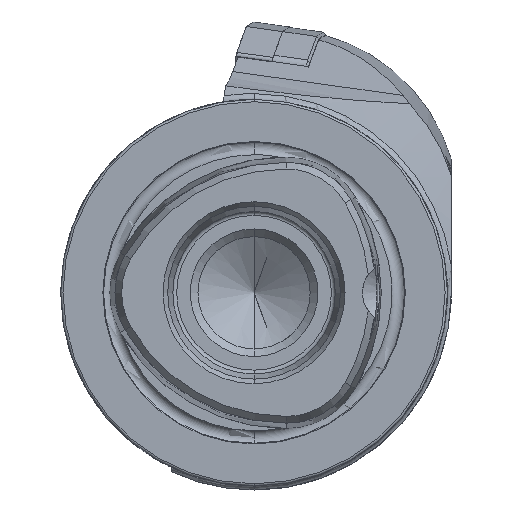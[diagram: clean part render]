
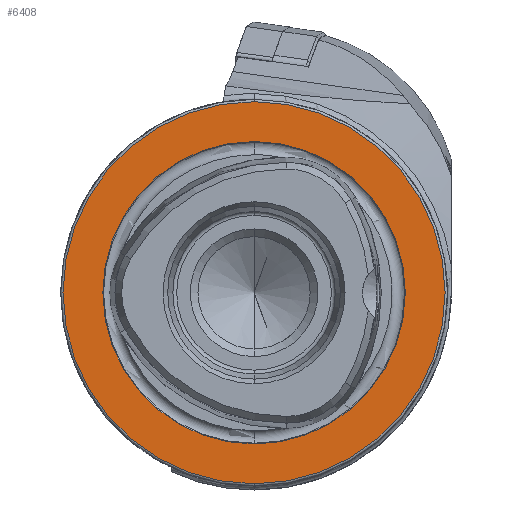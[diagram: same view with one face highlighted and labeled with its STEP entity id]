
A CAD part, left-side view. The second image highlights one B-rep face of the part: STEP entity #6408.
In plain terms, the highlighted planar face has unit normal (-1, 0, 0).
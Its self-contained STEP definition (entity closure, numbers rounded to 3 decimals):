
#763 = ORIENTED_EDGE ( 'NONE', *, *, #4662, .F. ) ;
#764 = ORIENTED_EDGE ( 'NONE', *, *, #9909, .F. ) ;
#765 = ORIENTED_EDGE ( 'NONE', *, *, #9917, .T. ) ;
#766 = ORIENTED_EDGE ( 'NONE', *, *, #4661, .T. ) ;
#1453 = CARTESIAN_POINT ( 'NONE',  ( 0., 19.55, 0. ) ) ;
#1456 = PLANE ( 'NONE',  #7523 ) ;
#1458 = DIRECTION ( 'NONE',  ( 1., 0., 0. ) ) ;
#1459 = DIRECTION ( 'NONE',  ( 0., 0., -1. ) ) ;
#2085 = FACE_OUTER_BOUND ( 'NONE', #5164, .T. ) ;
#2088 = FACE_BOUND ( 'NONE', #9099, .T. ) ;
#3032 = VERTEX_POINT ( 'NONE', #10232 ) ;
#3034 = VERTEX_POINT ( 'NONE', #10224 ) ;
#3036 = VERTEX_POINT ( 'NONE', #10229 ) ;
#3037 = VERTEX_POINT ( 'NONE', #10237 ) ;
#3495 = AXIS2_PLACEMENT_3D ( 'NONE', #10846, #10847, #10848 ) ;
#3498 = AXIS2_PLACEMENT_3D ( 'NONE', #10856, #10857, #10858 ) ;
#4661 = EDGE_CURVE ( 'NONE', #3037, #3036, #9893, .T. ) ;
#4662 = EDGE_CURVE ( 'NONE', #3034, #3032, #9895, .T. ) ;
#5164 = EDGE_LOOP ( 'NONE', ( #765, #766 ) ) ;
#6408 = ADVANCED_FACE ( 'NONE', ( #2088, #2085 ), #1456, .F. ) ;
#7523 = AXIS2_PLACEMENT_3D ( 'NONE', #1453, #1458, #1459 ) ;
#8310 = AXIS2_PLACEMENT_3D ( 'NONE', #10108, #10109, #10111 ) ;
#8311 = AXIS2_PLACEMENT_3D ( 'NONE', #10113, #10114, #10115 ) ;
#8951 = CIRCLE ( 'NONE', #3495, 19.55 ) ;
#8955 = CIRCLE ( 'NONE', #3498, 24.7 ) ;
#9099 = EDGE_LOOP ( 'NONE', ( #763, #764 ) ) ;
#9893 = CIRCLE ( 'NONE', #8310, 24.7 ) ;
#9895 = CIRCLE ( 'NONE', #8311, 19.55 ) ;
#9909 = EDGE_CURVE ( 'NONE', #3032, #3034, #8951, .T. ) ;
#9917 = EDGE_CURVE ( 'NONE', #3036, #3037, #8955, .T. ) ;
#10108 = CARTESIAN_POINT ( 'NONE',  ( 0., 0., 0. ) ) ;
#10109 = DIRECTION ( 'NONE',  ( -1., 0., 0. ) ) ;
#10111 = DIRECTION ( 'NONE',  ( 0., 0., 1. ) ) ;
#10113 = CARTESIAN_POINT ( 'NONE',  ( 0., 0., 0. ) ) ;
#10114 = DIRECTION ( 'NONE',  ( -1., 0., 0. ) ) ;
#10115 = DIRECTION ( 'NONE',  ( 0., 0., 1. ) ) ;
#10224 = CARTESIAN_POINT ( 'NONE',  ( 0., 0., 19.55 ) ) ;
#10229 = CARTESIAN_POINT ( 'NONE',  ( 0., 0., 24.7 ) ) ;
#10232 = CARTESIAN_POINT ( 'NONE',  ( 0., 0., -19.55 ) ) ;
#10237 = CARTESIAN_POINT ( 'NONE',  ( 0., 0., -24.7 ) ) ;
#10846 = CARTESIAN_POINT ( 'NONE',  ( 0., 0., 0. ) ) ;
#10847 = DIRECTION ( 'NONE',  ( -1., 0., 0. ) ) ;
#10848 = DIRECTION ( 'NONE',  ( 0., 0., 1. ) ) ;
#10856 = CARTESIAN_POINT ( 'NONE',  ( 0., 0., 0. ) ) ;
#10857 = DIRECTION ( 'NONE',  ( -1., 0., 0. ) ) ;
#10858 = DIRECTION ( 'NONE',  ( 0., 0., 1. ) ) ;
